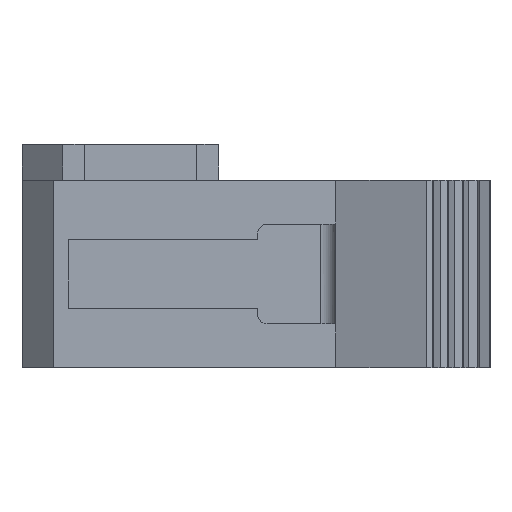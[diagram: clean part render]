
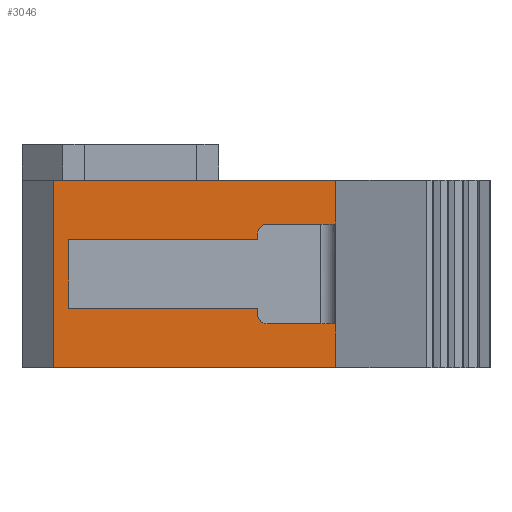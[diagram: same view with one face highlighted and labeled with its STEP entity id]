
A CAD part, front view. The second image highlights one B-rep face of the part: STEP entity #3046.
In plain terms, the highlighted planar face has unit normal (0, -1, 0).
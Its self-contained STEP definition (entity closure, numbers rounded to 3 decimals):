
#615=CARTESIAN_POINT('',(-5.5,-19.5,2.48));
#616=VERTEX_POINT('',#615);
#626=CARTESIAN_POINT('',(4.775,-19.5,2.48));
#627=VERTEX_POINT('',#626);
#628=CARTESIAN_POINT('',(-5.5,-19.5,2.48));
#629=CARTESIAN_POINT('',(-3.445,-19.5,2.48));
#630=CARTESIAN_POINT('',(-1.39,-19.5,2.48));
#631=CARTESIAN_POINT('',(0.665,-19.5,2.48));
#632=CARTESIAN_POINT('',(2.72,-19.5,2.48));
#633=CARTESIAN_POINT('',(4.775,-19.5,2.48));
#634=B_SPLINE_CURVE_WITH_KNOTS('',5,(#628,#629,#630,#631,#632,#633),.UNSPECIFIED.,.F.,.U.,(6,6),(0.,0.01),.UNSPECIFIED.);
#635=EDGE_CURVE('',#616,#627,#634,.T.);
#2992=CARTESIAN_POINT('',(-5.5,-19.5,-3.52));
#2993=VERTEX_POINT('',#2992);
#3003=CARTESIAN_POINT('',(-5.5,-19.5,-3.52));
#3004=CARTESIAN_POINT('',(-5.5,-19.5,-2.32));
#3005=CARTESIAN_POINT('',(-5.5,-19.5,-1.12));
#3006=CARTESIAN_POINT('',(-5.5,-19.5,0.08));
#3007=CARTESIAN_POINT('',(-5.5,-19.5,1.28));
#3008=CARTESIAN_POINT('',(-5.5,-19.5,2.48));
#3009=B_SPLINE_CURVE_WITH_KNOTS('',5,(#3003,#3004,#3005,#3006,#3007,#3008),.UNSPECIFIED.,.F.,.U.,(6,6),(0.,0.006),.UNSPECIFIED.);
#3010=EDGE_CURVE('',#2993,#616,#3009,.T.);
#3017=CARTESIAN_POINT('',(-0.362,-19.5,-0.52));
#3018=DIRECTION('',(0.,0.,-1.));
#3019=DIRECTION('',(0.,-1.,0.));
#3020=AXIS2_PLACEMENT_3D('',#3017,#3019,#3018);
#3021=PLANE('',#3020);
#3022=CARTESIAN_POINT('',(4.775,-19.5,-3.52));
#3023=VERTEX_POINT('',#3022);
#3024=CARTESIAN_POINT('',(-5.5,-19.5,-3.52));
#3025=CARTESIAN_POINT('',(-3.445,-19.5,-3.52));
#3026=CARTESIAN_POINT('',(-1.39,-19.5,-3.52));
#3027=CARTESIAN_POINT('',(0.665,-19.5,-3.52));
#3028=CARTESIAN_POINT('',(2.72,-19.5,-3.52));
#3029=CARTESIAN_POINT('',(4.775,-19.5,-3.52));
#3030=B_SPLINE_CURVE_WITH_KNOTS('',5,(#3024,#3025,#3026,#3027,#3028,#3029),.UNSPECIFIED.,.F.,.U.,(6,6),(0.,0.01),.UNSPECIFIED.);
#3031=EDGE_CURVE('',#2993,#3023,#3030,.T.);
#3032=ORIENTED_EDGE('',*,*,#3031,.T.);
#3033=CARTESIAN_POINT('',(4.775,-19.5,-3.52));
#3034=CARTESIAN_POINT('',(4.775,-19.5,-2.32));
#3035=CARTESIAN_POINT('',(4.775,-19.5,-1.12));
#3036=CARTESIAN_POINT('',(4.775,-19.5,0.08));
#3037=CARTESIAN_POINT('',(4.775,-19.5,1.28));
#3038=CARTESIAN_POINT('',(4.775,-19.5,2.48));
#3039=B_SPLINE_CURVE_WITH_KNOTS('',5,(#3033,#3034,#3035,#3036,#3037,#3038),.UNSPECIFIED.,.F.,.U.,(6,6),(0.,0.006),.UNSPECIFIED.);
#3040=EDGE_CURVE('',#3023,#627,#3039,.T.);
#3041=ORIENTED_EDGE('',*,*,#3040,.T.);
#3042=ORIENTED_EDGE('',*,*,#635,.F.);
#3043=ORIENTED_EDGE('',*,*,#3010,.F.);
#3044=EDGE_LOOP('',(#3032,#3041,#3042,#3043));
#3045=FACE_OUTER_BOUND('',#3044,.T.);
#3046=ADVANCED_FACE('',(#3045),#3021,.T.);
